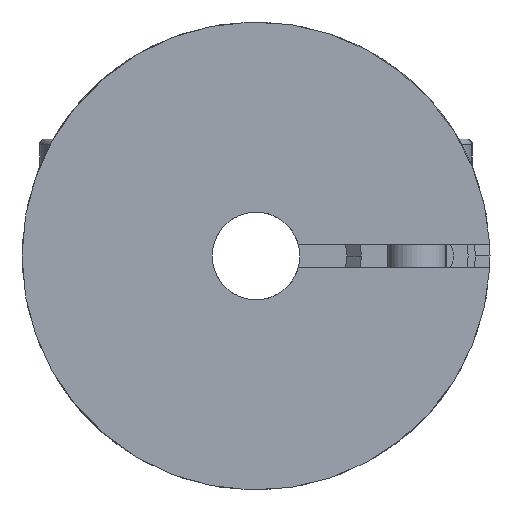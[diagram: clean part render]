
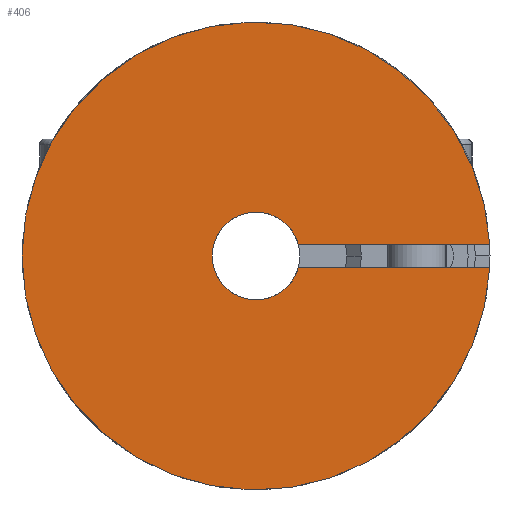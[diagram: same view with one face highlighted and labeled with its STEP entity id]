
A CAD part, left-side view. The second image highlights one B-rep face of the part: STEP entity #406.
In plain terms, the highlighted planar face has unit normal (-1, 0, 0).
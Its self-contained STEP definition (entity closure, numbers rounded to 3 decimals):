
#406=ADVANCED_FACE('NONE',(#819),#820,.F.);
#819=FACE_OUTER_BOUND('',#1288,.T.);
#820=PLANE('',#1289);
#1288=EDGE_LOOP('',(#2077,#2078,#2079,#2080,#2081,#2082));
#1289=AXIS2_PLACEMENT_3D('',#2083,#2084,#2085);
#2077=ORIENTED_EDGE('',*,*,#2983,.F.);
#2078=ORIENTED_EDGE('',*,*,#3027,.T.);
#2079=ORIENTED_EDGE('',*,*,#2988,.T.);
#2080=ORIENTED_EDGE('',*,*,#3016,.T.);
#2081=ORIENTED_EDGE('',*,*,#3024,.T.);
#2082=ORIENTED_EDGE('',*,*,#3032,.F.);
#2083=CARTESIAN_POINT('',(0.0,0.0,1.5));
#2084=DIRECTION('',(1.0,0.0,0.0));
#2085=DIRECTION('',(0.0,-0.0,-1.0));
#2983=EDGE_CURVE('NONE',#3549,#3545,#3551,.T.);
#2988=EDGE_CURVE('NONE',#3559,#3557,#3560,.T.);
#3016=EDGE_CURVE('NONE',#3557,#3606,#3608,.T.);
#3024=EDGE_CURVE('NONE',#3606,#3619,#3621,.T.);
#3027=EDGE_CURVE('NONE',#3549,#3559,#3624,.T.);
#3032=EDGE_CURVE('NONE',#3545,#3619,#3629,.T.);
#3545=VERTEX_POINT('',#4420);
#3549=VERTEX_POINT('NONE',#4425);
#3551=CIRCLE('',#4428,1.5);
#3557=VERTEX_POINT('',#4488);
#3559=VERTEX_POINT('NONE',#4491);
#3560=CIRCLE('',#4492,8.0);
#3606=VERTEX_POINT('NONE',#4568);
#3608=CIRCLE('',#4571,8.0);
#3619=VERTEX_POINT('NONE',#4609);
#3621=LINE('',#4612,#4613);
#3624=LINE('',#4616,#4617);
#3629=CIRCLE('',#4624,1.5);
#4420=CARTESIAN_POINT('',(0.0,1.5,0.));
#4425=CARTESIAN_POINT('',(0.0,-1.446,0.4));
#4428=AXIS2_PLACEMENT_3D('',#5305,#5306,#5307);
#4488=CARTESIAN_POINT('',(0.0,8.0,0.));
#4491=CARTESIAN_POINT('',(0.0,-7.99,0.4));
#4492=AXIS2_PLACEMENT_3D('',#5309,#5310,#5311);
#4568=CARTESIAN_POINT('',(0.0,-7.99,-0.4));
#4571=AXIS2_PLACEMENT_3D('',#5351,#5352,#5353);
#4609=CARTESIAN_POINT('',(0.0,-1.446,-0.4));
#4612=CARTESIAN_POINT('',(0.0,-8.771,-0.4));
#4613=VECTOR('',#5358,1000.0);
#4616=CARTESIAN_POINT('',(0.0,-8.771,0.4));
#4617=VECTOR('',#5362,1000.0);
#4624=AXIS2_PLACEMENT_3D('',#5368,#5369,#5370);
#5305=CARTESIAN_POINT('',(0.0,0.0,0.0));
#5306=DIRECTION('',(-1.0,0.0,0.0));
#5307=DIRECTION('',(0.0,-1.0,0.0));
#5309=CARTESIAN_POINT('',(0.0,0.0,0.0));
#5310=DIRECTION('',(-1.0,0.0,0.0));
#5311=DIRECTION('',(0.0,-1.0,0.0));
#5351=CARTESIAN_POINT('',(0.0,0.0,0.0));
#5352=DIRECTION('',(-1.0,0.0,0.0));
#5353=DIRECTION('',(0.0,-1.0,0.0));
#5358=DIRECTION('',(0.0,1.0,0.0));
#5362=DIRECTION('',(0.0,-1.0,0.0));
#5368=CARTESIAN_POINT('',(0.0,0.0,0.0));
#5369=DIRECTION('',(-1.0,0.0,0.0));
#5370=DIRECTION('',(0.0,-1.0,0.0));
